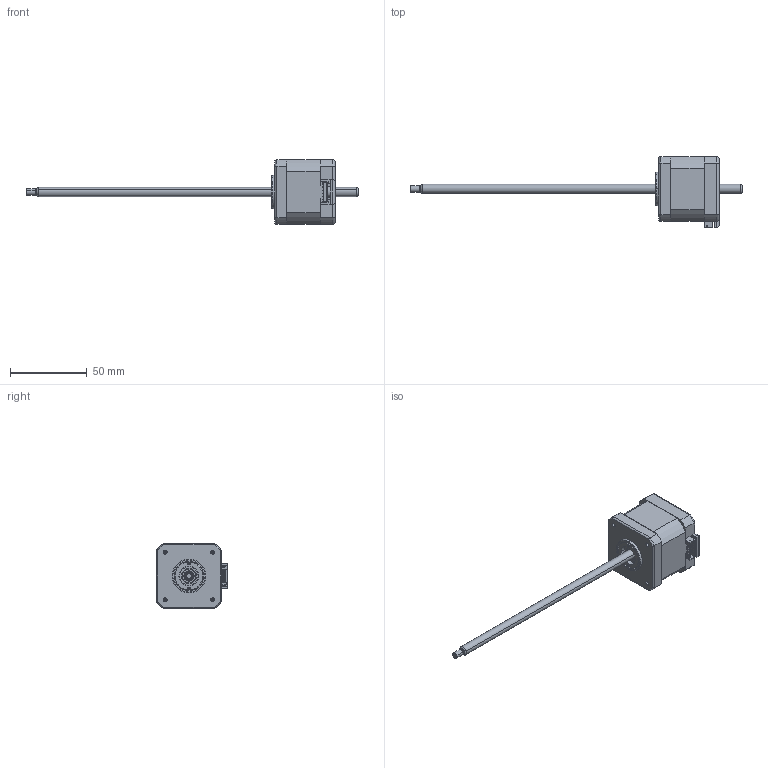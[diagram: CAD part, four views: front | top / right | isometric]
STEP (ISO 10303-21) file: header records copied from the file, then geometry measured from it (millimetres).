
FILE_DESCRIPTION (( 'STEP AP203' ), '1' );
FILE_NAME ('LN172S-W0601-210-S-150.STEP', '2019-04-13T08:24:40', ( 'Sky123.Org' ), ( 'Sky123.Org' ), 'SwSTEP 2.0', 'SolidWorks 2014', '' );
FILE_SCHEMA (( 'CONFIG_CONTROL_DESIGN' ));
Length unit declared in the file: millimetre
Products named in the file (1): LN172S-W0601-210-S-150
Bounding box: 217 x 46.2 x 42.2 mm (x, y, z)
Surface area: 19639.9 mm2 (no closed solid volume)
Topology: 0 solids, 18 shells, 288 faces, 952 edges, 670 vertices
Faces by surface type: plane 150, cylinder 70, cone 46, torus 14, sphere 8
Entity records: 11034 total; most frequent: CARTESIAN_POINT 2756, DIRECTION 1657, ORIENTED_EDGE 1593, EDGE_CURVE 952, VERTEX_POINT 670, VECTOR 563, LINE 563, AXIS2_PLACEMENT_3D 547
